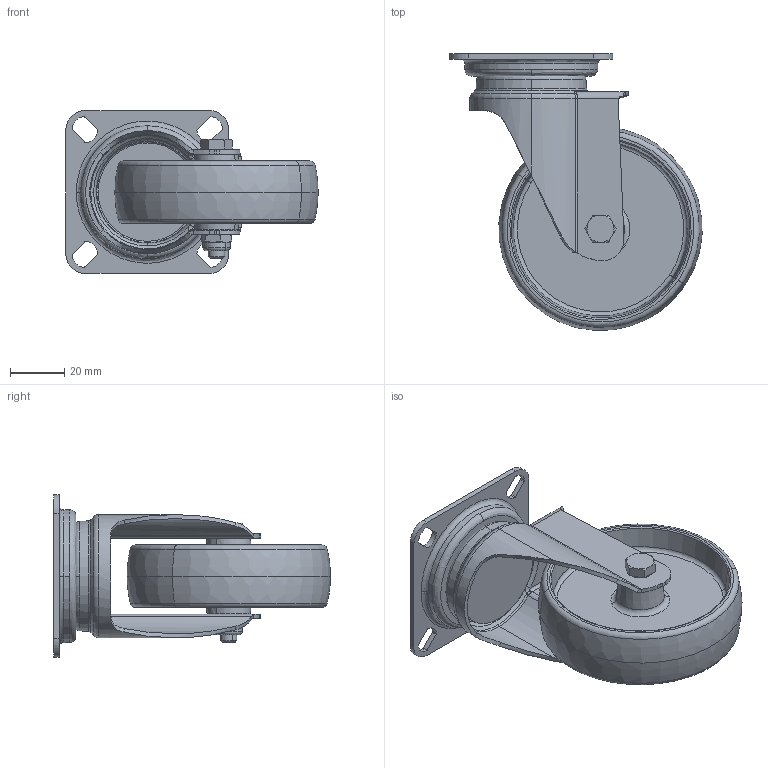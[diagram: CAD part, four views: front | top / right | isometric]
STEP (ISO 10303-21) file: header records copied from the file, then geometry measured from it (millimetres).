
FILE_DESCRIPTION (( 'STEP AP214' ), '1' );
FILE_NAME ('0039085_L-AV-PAA-075-G-3_(A-01).step', '2019-04-10T10:56:22', ( '' ), ( '' ), 'SwSTEP 2.0', 'SolidWorks 2018', '' );
FILE_SCHEMA (( 'AUTOMOTIVE_DESIGN' ));
Length unit declared in the file: millimetre
Products named in the file (1): 0039085_L-AV-PAA-075-G-3_(A-01)
Bounding box: 92.93 x 101.93 x 60 mm (x, y, z)
Volume: 69240.1 mm3; surface area: 45712.7 mm2
Topology: 7 solids, 7 shells, 313 faces, 734 edges, 441 vertices
Faces by surface type: cylinder 91, plane 75, bspline 54, cone 51, torus 42
Entity records: 16120 total; most frequent: CARTESIAN_POINT 5531, DIRECTION 1511, ORIENTED_EDGE 1468, EDGE_CURVE 734, AXIS2_PLACEMENT_3D 641, VERTEX_POINT 441, CIRCLE 381, EDGE_LOOP 345
